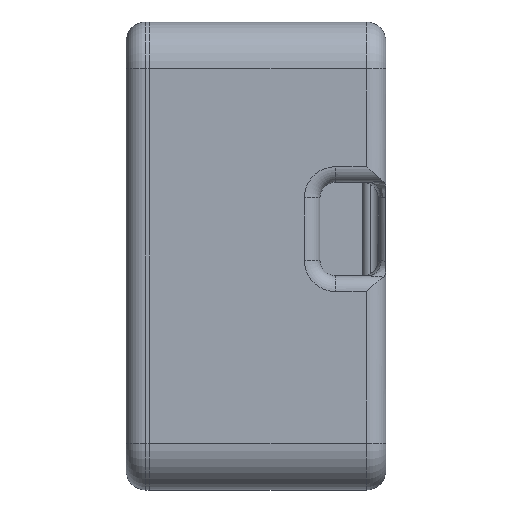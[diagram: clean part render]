
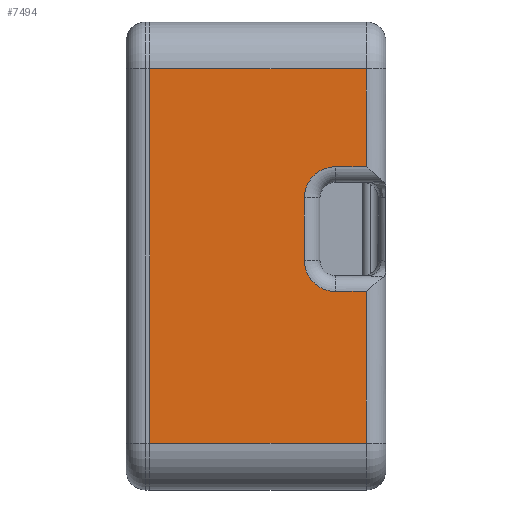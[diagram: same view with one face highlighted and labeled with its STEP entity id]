
A CAD part, left-side view. The second image highlights one B-rep face of the part: STEP entity #7494.
In plain terms, the highlighted planar face has unit normal (-1, 0, 0).
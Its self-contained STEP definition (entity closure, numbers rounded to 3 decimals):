
#650=PLANE('',#7878);
#1318=LINE('',#13670,#2025);
#1323=LINE('',#13698,#2030);
#1324=LINE('',#13704,#2031);
#1325=LINE('',#13728,#2032);
#1327=LINE('',#13737,#2034);
#1332=LINE('',#13751,#2039);
#1333=LINE('',#13753,#2040);
#1334=LINE('',#13754,#2041);
#2025=VECTOR('',#9222,10.);
#2030=VECTOR('',#9237,10.);
#2031=VECTOR('',#9244,10.);
#2032=VECTOR('',#9257,10.);
#2034=VECTOR('',#9269,10.);
#2039=VECTOR('',#9284,10.);
#2040=VECTOR('',#9285,10.);
#2041=VECTOR('',#9286,10.);
#2498=FACE_OUTER_BOUND('',#2929,.T.);
#2929=EDGE_LOOP('',(#6892,#6893,#6894,#6895,#6896,#6897,#6898,#6899,#6900,
#6901));
#3052=CIRCLE('',#7866,4.);
#3056=CIRCLE('',#7872,4.);
#3745=VERTEX_POINT('',#13667);
#3746=VERTEX_POINT('',#13669);
#3752=VERTEX_POINT('',#13697);
#3753=VERTEX_POINT('',#13701);
#3754=VERTEX_POINT('',#13703);
#3758=VERTEX_POINT('',#13722);
#3759=VERTEX_POINT('',#13724);
#3761=VERTEX_POINT('',#13733);
#3765=VERTEX_POINT('',#13750);
#3766=VERTEX_POINT('',#13752);
#4797=EDGE_CURVE('',#3745,#3746,#1318,.T.);
#4806=EDGE_CURVE('',#3746,#3752,#1323,.T.);
#4809=EDGE_CURVE('',#3753,#3754,#1324,.T.);
#4814=EDGE_CURVE('',#3758,#3759,#3052,.T.);
#4816=EDGE_CURVE('',#3754,#3758,#1325,.T.);
#4820=EDGE_CURVE('',#3761,#3745,#3056,.T.);
#4821=EDGE_CURVE('',#3759,#3761,#1327,.T.);
#4828=EDGE_CURVE('',#3765,#3753,#1332,.T.);
#4829=EDGE_CURVE('',#3766,#3765,#1333,.T.);
#4830=EDGE_CURVE('',#3752,#3766,#1334,.T.);
#6892=ORIENTED_EDGE('',*,*,#4797,.F.);
#6893=ORIENTED_EDGE('',*,*,#4820,.F.);
#6894=ORIENTED_EDGE('',*,*,#4821,.F.);
#6895=ORIENTED_EDGE('',*,*,#4814,.F.);
#6896=ORIENTED_EDGE('',*,*,#4816,.F.);
#6897=ORIENTED_EDGE('',*,*,#4809,.F.);
#6898=ORIENTED_EDGE('',*,*,#4828,.F.);
#6899=ORIENTED_EDGE('',*,*,#4829,.F.);
#6900=ORIENTED_EDGE('',*,*,#4830,.F.);
#6901=ORIENTED_EDGE('',*,*,#4806,.F.);
#7494=ADVANCED_FACE('',(#2498),#650,.T.);
#7866=AXIS2_PLACEMENT_3D('',#13725,#9251,#9252);
#7872=AXIS2_PLACEMENT_3D('',#13735,#9265,#9266);
#7878=AXIS2_PLACEMENT_3D('',#13749,#9282,#9283);
#9222=DIRECTION('',(0.,-1.,0.));
#9237=DIRECTION('',(0.,0.,-1.));
#9244=DIRECTION('',(0.,0.,-1.));
#9251=DIRECTION('center_axis',(-1.,0.,0.));
#9252=DIRECTION('ref_axis',(0.,0.707,0.707));
#9257=DIRECTION('',(0.,1.,0.));
#9265=DIRECTION('center_axis',(-1.,0.,0.));
#9266=DIRECTION('ref_axis',(0.,0.707,-0.707));
#9269=DIRECTION('',(0.,0.,-1.));
#9282=DIRECTION('center_axis',(-1.,0.,0.));
#9283=DIRECTION('ref_axis',(0.,0.,-1.));
#9284=DIRECTION('',(0.,-1.,0.));
#9285=DIRECTION('',(0.,0.,1.));
#9286=DIRECTION('',(0.,1.,0.));
#13667=CARTESIAN_POINT('',(-37.,3.45,-4.55));
#13669=CARTESIAN_POINT('',(-37.,-0.5,-4.55));
#13670=CARTESIAN_POINT('',(-37.,-1.025,-4.55));
#13697=CARTESIAN_POINT('',(-37.,-0.5,-24.));
#13698=CARTESIAN_POINT('',(-37.,-0.5,12.));
#13701=CARTESIAN_POINT('',(-37.,-0.5,24.));
#13703=CARTESIAN_POINT('',(-37.,-0.5,11.45));
#13704=CARTESIAN_POINT('',(-37.,-0.5,12.));
#13722=CARTESIAN_POINT('',(-37.,3.45,11.45));
#13724=CARTESIAN_POINT('',(-37.,7.45,7.45));
#13725=CARTESIAN_POINT('Origin',(-37.,3.45,7.45));
#13728=CARTESIAN_POINT('',(-37.,2.725,11.45));
#13733=CARTESIAN_POINT('',(-37.,7.45,-0.55));
#13735=CARTESIAN_POINT('Origin',(-37.,3.45,-0.55));
#13737=CARTESIAN_POINT('',(-37.,7.45,10.725));
#13749=CARTESIAN_POINT('Origin',(-37.,0.,24.));
#13750=CARTESIAN_POINT('',(-37.,27.3,24.));
#13751=CARTESIAN_POINT('',(-37.,0.,24.));
#13752=CARTESIAN_POINT('',(-37.,27.3,-24.));
#13753=CARTESIAN_POINT('',(-37.,27.3,24.));
#13754=CARTESIAN_POINT('',(-37.,0.,-24.));
